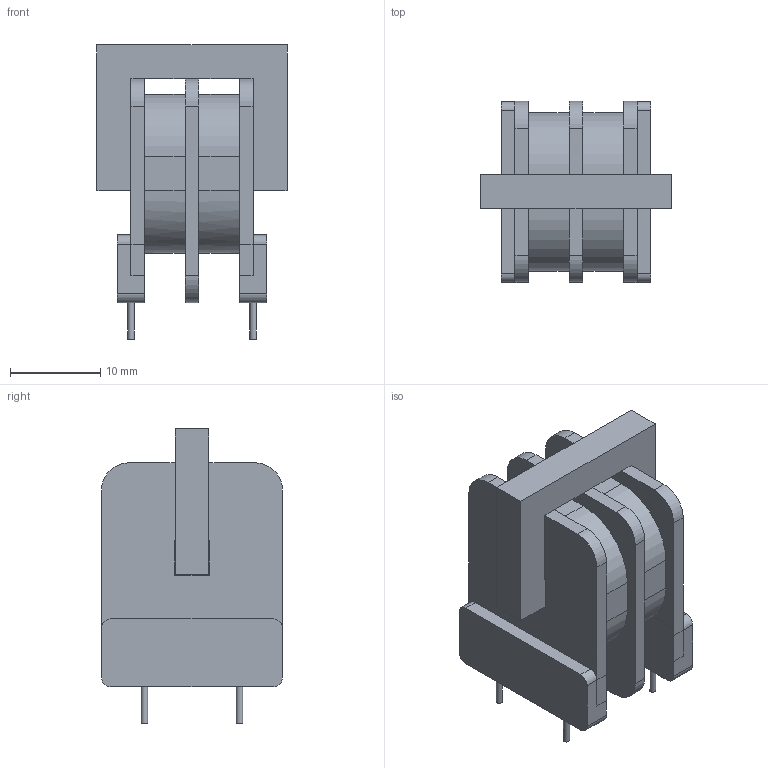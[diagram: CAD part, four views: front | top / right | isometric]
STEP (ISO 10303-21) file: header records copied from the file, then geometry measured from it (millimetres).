
FILE_DESCRIPTION(('FreeCAD Model'),'2;1');
FILE_NAME('Open CASCADE Shape Model','2022-04-04T15:14:47',( 'kicad StepUp'),('ksu MCAD'),'Open CASCADE STEP processor 7.5', 'FreeCAD','Unknown');
FILE_SCHEMA(('AUTOMOTIVE_DESIGN { 1 0 10303 214 1 1 1 1 }'));
Length unit declared in the file: millimetre
Products named in the file (1): Matrix_Union
Bounding box: 21 x 20 x 32.5 mm (x, y, z)
Volume: 5700.8 mm3; surface area: 3607.9 mm2
Topology: 1 solids, 2 shells, 114 faces, 322 edges, 208 vertices
Faces by surface type: plane 86, cylinder 28
Full cylindrical faces by diameter (mm): 0.7 x4
Entity records: 4504 total; most frequent: CARTESIAN_POINT 645, ORIENTED_EDGE 644, DIRECTION 628, EDGE_CURVE 322, LINE 246, VECTOR 246, VERTEX_POINT 208, AXIS2_PLACEMENT_3D 191
